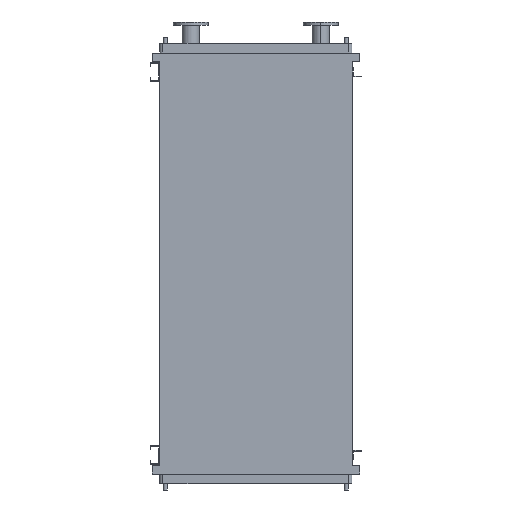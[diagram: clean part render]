
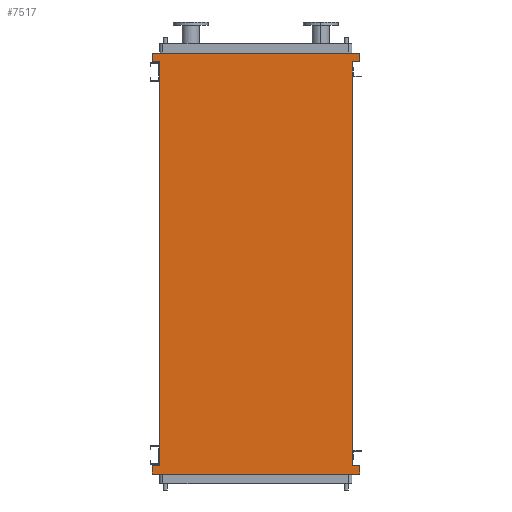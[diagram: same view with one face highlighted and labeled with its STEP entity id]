
A CAD part, front view. The second image highlights one B-rep face of the part: STEP entity #7517.
In plain terms, the highlighted planar face has unit normal (0, -1, 0).
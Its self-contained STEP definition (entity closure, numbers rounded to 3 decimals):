
#231 = CARTESIAN_POINT ( 'NONE',  ( 605., 0., -2450. ) ) ;
#279 = VERTEX_POINT ( 'NONE', #3667 ) ;
#366 = EDGE_CURVE ( 'NONE', #713, #4314, #10966, .T. ) ;
#497 = VERTEX_POINT ( 'NONE', #4278 ) ;
#614 = CARTESIAN_POINT ( 'NONE',  ( -651., 0., -2493. ) ) ;
#617 = LINE ( 'NONE', #7722, #3465 ) ;
#713 = VERTEX_POINT ( 'NONE', #7691 ) ;
#768 = DIRECTION ( 'NONE',  ( -1., 0., 0. ) ) ;
#948 = CARTESIAN_POINT ( 'NONE',  ( 651., 0., -2493. ) ) ;
#1292 = DIRECTION ( 'NONE',  ( 0., 0., 1. ) ) ;
#1347 = DIRECTION ( 'NONE',  ( 0., 0., -1. ) ) ;
#1740 = EDGE_CURVE ( 'NONE', #2323, #5312, #6163, .T. ) ;
#1756 = ORIENTED_EDGE ( 'NONE', *, *, #10938, .F. ) ;
#1777 = ORIENTED_EDGE ( 'NONE', *, *, #7753, .F. ) ;
#1814 = ORIENTED_EDGE ( 'NONE', *, *, #3951, .F. ) ;
#1873 = EDGE_CURVE ( 'NONE', #2950, #2323, #7632, .T. ) ;
#1998 = LINE ( 'NONE', #7248, #3946 ) ;
#2041 = CARTESIAN_POINT ( 'NONE',  ( -605., 0., -2493. ) ) ;
#2165 = VECTOR ( 'NONE', #3846, 1000. ) ;
#2323 = VERTEX_POINT ( 'NONE', #9342 ) ;
#2419 = CARTESIAN_POINT ( 'NONE',  ( -651., 0., -2545. ) ) ;
#2431 = DIRECTION ( 'NONE',  ( 1., 0., 0. ) ) ;
#2731 = DIRECTION ( 'NONE',  ( 1., 0., 0. ) ) ;
#2743 = DIRECTION ( 'NONE',  ( -1., 0., 0. ) ) ;
#2830 = LINE ( 'NONE', #2883, #3752 ) ;
#2876 = EDGE_LOOP ( 'NONE', ( #5326, #5258, #5517, #9821, #3511, #1777, #3469, #9689, #7080, #1814, #6134, #1756 ) ) ;
#2883 = CARTESIAN_POINT ( 'NONE',  ( -605., 0., -2450. ) ) ;
#2887 = VECTOR ( 'NONE', #2731, 1000. ) ;
#2950 = VERTEX_POINT ( 'NONE', #9549 ) ;
#3330 = AXIS2_PLACEMENT_3D ( 'NONE', #10740, #9906, #1347 ) ;
#3465 = VECTOR ( 'NONE', #4234, 1000. ) ;
#3469 = ORIENTED_EDGE ( 'NONE', *, *, #5382, .F. ) ;
#3511 = ORIENTED_EDGE ( 'NONE', *, *, #1873, .F. ) ;
#3537 = EDGE_CURVE ( 'NONE', #11074, #8168, #11083, .T. ) ;
#3667 = CARTESIAN_POINT ( 'NONE',  ( 605., 0., 43. ) ) ;
#3678 = VECTOR ( 'NONE', #2743, 1000. ) ;
#3745 = CARTESIAN_POINT ( 'NONE',  ( 605., 0., 43. ) ) ;
#3752 = VECTOR ( 'NONE', #1292, 1000. ) ;
#3846 = DIRECTION ( 'NONE',  ( 0., 0., 1. ) ) ;
#3946 = VECTOR ( 'NONE', #4757, 1000. ) ;
#3951 = EDGE_CURVE ( 'NONE', #8168, #10600, #1998, .T. ) ;
#4107 = LINE ( 'NONE', #7652, #5117 ) ;
#4234 = DIRECTION ( 'NONE',  ( 1., 0., 0. ) ) ;
#4278 = CARTESIAN_POINT ( 'NONE',  ( 605., 0., -2493. ) ) ;
#4314 = VERTEX_POINT ( 'NONE', #2041 ) ;
#4757 = DIRECTION ( 'NONE',  ( -1., 0., 0. ) ) ;
#4808 = CARTESIAN_POINT ( 'NONE',  ( 651., 0., 43. ) ) ;
#5017 = VERTEX_POINT ( 'NONE', #7295 ) ;
#5103 = CARTESIAN_POINT ( 'NONE',  ( -605., 0., 43. ) ) ;
#5117 = VECTOR ( 'NONE', #768, 1000. ) ;
#5258 = ORIENTED_EDGE ( 'NONE', *, *, #7310, .F. ) ;
#5312 = VERTEX_POINT ( 'NONE', #5702 ) ;
#5326 = ORIENTED_EDGE ( 'NONE', *, *, #9347, .T. ) ;
#5382 = EDGE_CURVE ( 'NONE', #4314, #7173, #2830, .T. ) ;
#5417 = VECTOR ( 'NONE', #5679, 1000. ) ;
#5517 = ORIENTED_EDGE ( 'NONE', *, *, #11010, .F. ) ;
#5679 = DIRECTION ( 'NONE',  ( 0., 0., 1. ) ) ;
#5702 = CARTESIAN_POINT ( 'NONE',  ( 651., 0., 95. ) ) ;
#6134 = ORIENTED_EDGE ( 'NONE', *, *, #3537, .F. ) ;
#6146 = DIRECTION ( 'NONE',  ( 0., 0., -1. ) ) ;
#6163 = LINE ( 'NONE', #10426, #2887 ) ;
#6317 = PLANE ( 'NONE',  #3330 ) ;
#6326 = VECTOR ( 'NONE', #9883, 1000. ) ;
#6443 = LINE ( 'NONE', #231, #2165 ) ;
#6568 = CARTESIAN_POINT ( 'NONE',  ( -651., 0., 95. ) ) ;
#6590 = VECTOR ( 'NONE', #6146, 1000. ) ;
#6653 = LINE ( 'NONE', #2419, #5417 ) ;
#7080 = ORIENTED_EDGE ( 'NONE', *, *, #10587, .F. ) ;
#7173 = VERTEX_POINT ( 'NONE', #5103 ) ;
#7248 = CARTESIAN_POINT ( 'NONE',  ( 651., 0., -2545. ) ) ;
#7295 = CARTESIAN_POINT ( 'NONE',  ( 651., 0., 43. ) ) ;
#7310 = EDGE_CURVE ( 'NONE', #5017, #279, #10439, .T. ) ;
#7390 = VECTOR ( 'NONE', #9074, 1000. ) ;
#7517 = ADVANCED_FACE ( 'NONE', ( #10795 ), #6317, .T. ) ;
#7632 = LINE ( 'NONE', #6568, #7390 ) ;
#7652 = CARTESIAN_POINT ( 'NONE',  ( -651., 0., 43. ) ) ;
#7691 = CARTESIAN_POINT ( 'NONE',  ( -651., 0., -2493. ) ) ;
#7722 = CARTESIAN_POINT ( 'NONE',  ( 605., 0., -2493. ) ) ;
#7753 = EDGE_CURVE ( 'NONE', #7173, #2950, #4107, .T. ) ;
#8168 = VERTEX_POINT ( 'NONE', #9719 ) ;
#8766 = CARTESIAN_POINT ( 'NONE',  ( -651., 0., -2545. ) ) ;
#9074 = DIRECTION ( 'NONE',  ( 0., 0., 1. ) ) ;
#9342 = CARTESIAN_POINT ( 'NONE',  ( -651., 0., 95. ) ) ;
#9347 = EDGE_CURVE ( 'NONE', #497, #279, #6443, .T. ) ;
#9549 = CARTESIAN_POINT ( 'NONE',  ( -651., 0., 43. ) ) ;
#9689 = ORIENTED_EDGE ( 'NONE', *, *, #366, .F. ) ;
#9719 = CARTESIAN_POINT ( 'NONE',  ( 651., 0., -2545. ) ) ;
#9743 = VECTOR ( 'NONE', #2431, 1000. ) ;
#9821 = ORIENTED_EDGE ( 'NONE', *, *, #1740, .F. ) ;
#9828 = LINE ( 'NONE', #4808, #6326 ) ;
#9883 = DIRECTION ( 'NONE',  ( 0., 0., -1. ) ) ;
#9906 = DIRECTION ( 'NONE',  ( 0., -1., 0. ) ) ;
#9999 = CARTESIAN_POINT ( 'NONE',  ( 651., 0., -2493. ) ) ;
#10426 = CARTESIAN_POINT ( 'NONE',  ( 651., 0., 95. ) ) ;
#10439 = LINE ( 'NONE', #3745, #3678 ) ;
#10587 = EDGE_CURVE ( 'NONE', #10600, #713, #6653, .T. ) ;
#10600 = VERTEX_POINT ( 'NONE', #8766 ) ;
#10740 = CARTESIAN_POINT ( 'NONE',  ( -605., 0., -2450. ) ) ;
#10795 = FACE_OUTER_BOUND ( 'NONE', #2876, .T. ) ;
#10938 = EDGE_CURVE ( 'NONE', #497, #11074, #617, .T. ) ;
#10966 = LINE ( 'NONE', #614, #9743 ) ;
#11010 = EDGE_CURVE ( 'NONE', #5312, #5017, #9828, .T. ) ;
#11074 = VERTEX_POINT ( 'NONE', #9999 ) ;
#11083 = LINE ( 'NONE', #948, #6590 ) ;
